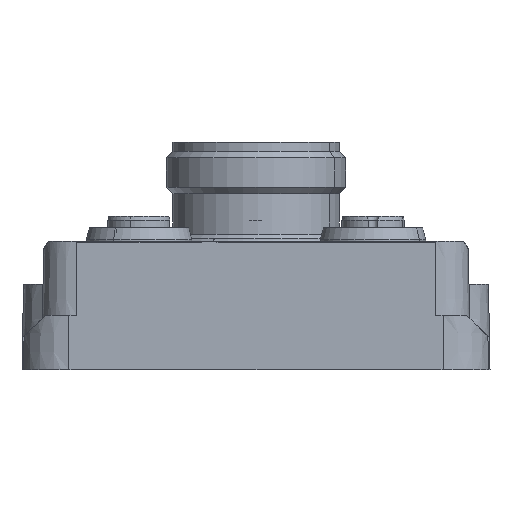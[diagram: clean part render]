
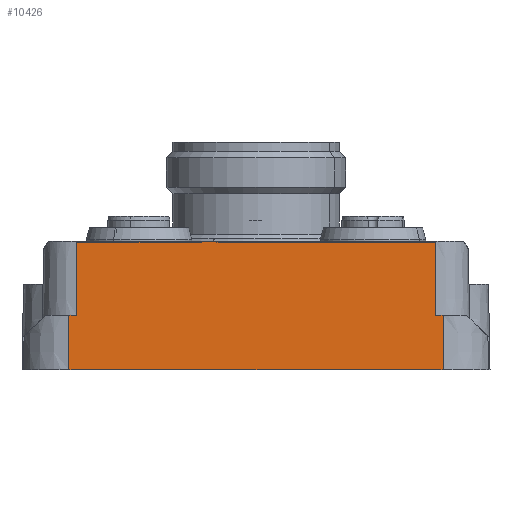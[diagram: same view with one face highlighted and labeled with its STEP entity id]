
A CAD part, front view. The second image highlights one B-rep face of the part: STEP entity #10426.
In plain terms, the highlighted planar face has unit normal (0, -1, 0.018).
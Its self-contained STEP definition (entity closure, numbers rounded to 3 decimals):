
#10388=AXIS2_PLACEMENT_3D('Plane Axis2P3D',#10385,#10386,#10387) ;
#9549=CARTESIAN_POINT('Vertex',(7.,0.288,16.5)) ;
#9552=CARTESIAN_POINT('Line Origine',(30.,0.288,16.5)) ;
#9556=CARTESIAN_POINT('Vertex',(53.,0.288,16.5)) ;
#9998=CARTESIAN_POINT('Vertex',(54.,0.,0.)) ;
#10001=CARTESIAN_POINT('Line Origine',(53.5,0.,0.)) ;
#10005=CARTESIAN_POINT('Vertex',(53.,0.,0.)) ;
#10008=CARTESIAN_POINT('Line Origine',(30.,0.,0.)) ;
#10012=CARTESIAN_POINT('Vertex',(7.,0.,0.)) ;
#10015=CARTESIAN_POINT('Line Origine',(6.5,0.,0.)) ;
#10019=CARTESIAN_POINT('Vertex',(6.,0.,0.)) ;
#10341=CARTESIAN_POINT('Vertex',(7.,0.122,7.)) ;
#10351=CARTESIAN_POINT('Vertex',(6.,0.122,7.)) ;
#10354=CARTESIAN_POINT('Line Origine',(6.5,0.122,7.)) ;
#10371=CARTESIAN_POINT('Line Origine',(7.,0.144,8.25)) ;
#10385=CARTESIAN_POINT('Axis2P3D Location',(30.,0.,0.)) ;
#10390=CARTESIAN_POINT('Line Origine',(54.,0.061,3.5)) ;
#10394=CARTESIAN_POINT('Vertex',(54.,0.122,7.)) ;
#10397=CARTESIAN_POINT('Line Origine',(30.,0.122,7.)) ;
#10401=CARTESIAN_POINT('Vertex',(53.,0.122,7.)) ;
#10404=CARTESIAN_POINT('Line Origine',(53.,0.061,3.5)) ;
#10409=CARTESIAN_POINT('Line Origine',(6.,0.061,3.5)) ;
#9553=DIRECTION('Vector Direction',(-1.,0.,0.)) ;
#10002=DIRECTION('Vector Direction',(-1.,0.,0.)) ;
#10009=DIRECTION('Vector Direction',(-1.,0.,0.)) ;
#10016=DIRECTION('Vector Direction',(-1.,0.,0.)) ;
#10355=DIRECTION('Vector Direction',(-1.,0.,0.)) ;
#10372=DIRECTION('Vector Direction',(0.,-0.017,-1.)) ;
#10386=DIRECTION('Axis2P3D Direction',(0.,-1.,0.017)) ;
#10387=DIRECTION('Axis2P3D XDirection',(-1.,0.,0.)) ;
#10391=DIRECTION('Vector Direction',(0.,-0.017,-1.)) ;
#10398=DIRECTION('Vector Direction',(-1.,0.,0.)) ;
#10405=DIRECTION('Vector Direction',(0.,-0.017,-1.)) ;
#10410=DIRECTION('Vector Direction',(0.,-0.017,-1.)) ;
#9554=VECTOR('Line Direction',#9553,1.) ;
#10003=VECTOR('Line Direction',#10002,1.) ;
#10010=VECTOR('Line Direction',#10009,1.) ;
#10017=VECTOR('Line Direction',#10016,1.) ;
#10356=VECTOR('Line Direction',#10355,1.) ;
#10373=VECTOR('Line Direction',#10372,1.) ;
#10392=VECTOR('Line Direction',#10391,1.) ;
#10399=VECTOR('Line Direction',#10398,1.) ;
#10406=VECTOR('Line Direction',#10405,1.) ;
#10411=VECTOR('Line Direction',#10410,1.) ;
#10415=ORIENTED_EDGE('',*,*,#10007,.F.) ;
#10416=ORIENTED_EDGE('',*,*,#10396,.T.) ;
#10417=ORIENTED_EDGE('',*,*,#10403,.F.) ;
#10418=ORIENTED_EDGE('',*,*,#10408,.T.) ;
#10419=ORIENTED_EDGE('',*,*,#9558,.F.) ;
#10420=ORIENTED_EDGE('',*,*,#10375,.F.) ;
#10421=ORIENTED_EDGE('',*,*,#10358,.F.) ;
#10422=ORIENTED_EDGE('',*,*,#10413,.F.) ;
#10423=ORIENTED_EDGE('',*,*,#10021,.F.) ;
#10424=ORIENTED_EDGE('',*,*,#10014,.F.) ;
#10426=ADVANCED_FACE('335296.1\\SAI-Verteiler-8.1\\GH',(#10425),#10389,.T.) ;
#9558=EDGE_CURVE('',#9550,#9557,#9555,.F.) ;
#10007=EDGE_CURVE('',#9999,#10006,#10004,.T.) ;
#10014=EDGE_CURVE('',#10006,#10013,#10011,.T.) ;
#10021=EDGE_CURVE('',#10013,#10020,#10018,.T.) ;
#10358=EDGE_CURVE('',#10352,#10342,#10357,.F.) ;
#10375=EDGE_CURVE('',#10342,#9550,#10374,.F.) ;
#10396=EDGE_CURVE('',#9999,#10395,#10393,.F.) ;
#10403=EDGE_CURVE('',#10402,#10395,#10400,.F.) ;
#10408=EDGE_CURVE('',#10402,#9557,#10407,.F.) ;
#10413=EDGE_CURVE('',#10020,#10352,#10412,.F.) ;
#10414=EDGE_LOOP('',(#10415,#10416,#10417,#10418,#10419,#10420,#10421,#10422,#10423,#10424)) ;
#10425=FACE_OUTER_BOUND('',#10414,.T.) ;
#9555=LINE('Line',#9552,#9554) ;
#10004=LINE('Line',#10001,#10003) ;
#10011=LINE('Line',#10008,#10010) ;
#10018=LINE('Line',#10015,#10017) ;
#10357=LINE('Line',#10354,#10356) ;
#10374=LINE('Line',#10371,#10373) ;
#10393=LINE('Line',#10390,#10392) ;
#10400=LINE('Line',#10397,#10399) ;
#10407=LINE('Line',#10404,#10406) ;
#10412=LINE('Line',#10409,#10411) ;
#10389=PLANE('',#10388) ;
#9550=VERTEX_POINT('',#9549) ;
#9557=VERTEX_POINT('',#9556) ;
#9999=VERTEX_POINT('',#9998) ;
#10006=VERTEX_POINT('',#10005) ;
#10013=VERTEX_POINT('',#10012) ;
#10020=VERTEX_POINT('',#10019) ;
#10342=VERTEX_POINT('',#10341) ;
#10352=VERTEX_POINT('',#10351) ;
#10395=VERTEX_POINT('',#10394) ;
#10402=VERTEX_POINT('',#10401) ;
